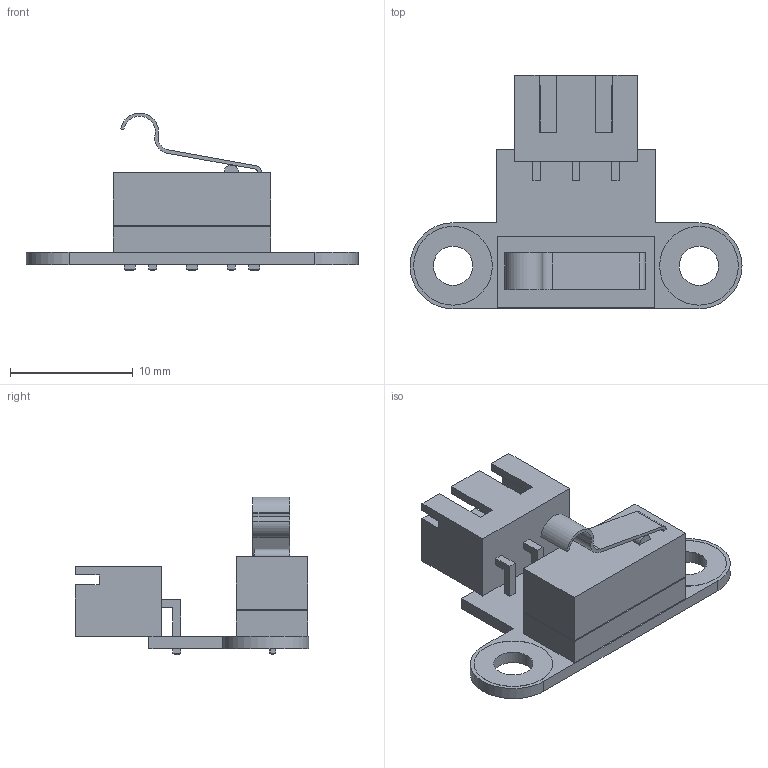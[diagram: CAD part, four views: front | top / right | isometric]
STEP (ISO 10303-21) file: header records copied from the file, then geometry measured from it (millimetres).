
FILE_DESCRIPTION(/* description */ (''),/* implementation_level */ '2;1');
FILE_NAME(/* name */ 'HW2685EC-Endstop Module - Horizontal Limit Switch.step',/* time_stamp */ '2022-10-11T10:43:16+01:00',/* author */ (''),/* organization */ (''),/* preprocessor_version */ 'ST-DEVELOPER v19',/* originating_system */ 'Autodesk Translation Framework v11.7.0.108',/* authorisation */ '');
FILE_SCHEMA (('AUTOMOTIVE_DESIGN { 1 0 10303 214 3 1 1 }','FEATURE_BASED_PROCESS_PLANNING'));
Length unit declared in the file: millimetre
Products named in the file (1): HW2685EC
Bounding box: 27 x 19 x 12.84 mm (x, y, z)
Volume: 925.9 mm3; surface area: 1440.1 mm2
Topology: 1 solids, 1 shells, 176 faces, 430 edges, 274 vertices
Faces by surface type: plane 161, cylinder 15
Full cylindrical faces by diameter (mm): 3.2 x2, 6.4 x4
Entity records: 5270 total; most frequent: CARTESIAN_POINT 881, ORIENTED_EDGE 860, DIRECTION 814, EDGE_CURVE 430, LINE 400, VECTOR 400, VERTEX_POINT 274, AXIS2_PLACEMENT_3D 207
